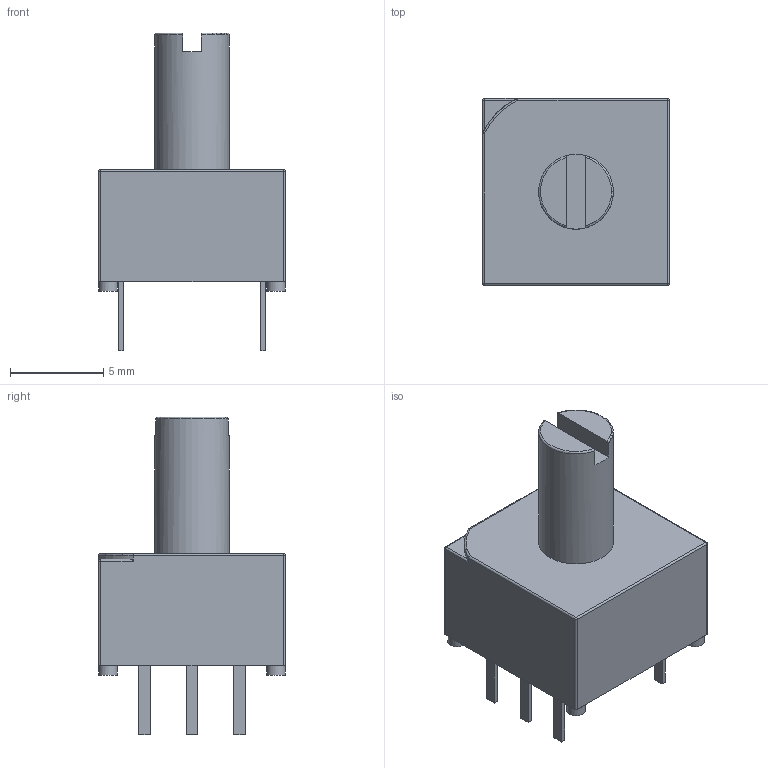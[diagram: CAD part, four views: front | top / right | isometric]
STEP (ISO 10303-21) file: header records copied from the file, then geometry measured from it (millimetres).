
FILE_DESCRIPTION(('FreeCAD Model'),'2;1');
FILE_NAME('Open CASCADE Shape Model','2024-05-31T19:20:20',( 'kicad StepUp'),('ksu MCAD'),'Open CASCADE STEP processor 7.6', 'FreeCAD','Unknown');
FILE_SCHEMA(('AUTOMOTIVE_DESIGN { 1 0 10303 214 1 1 1 1 }'));
Length unit declared in the file: millimetre
Products named in the file (1): Otax_KMx-xx
Bounding box: 10 x 10 x 17 mm (x, y, z)
Volume: 692.1 mm3; surface area: 577.8 mm2
Topology: 1 solids, 1 shells, 74 faces, 178 edges, 109 vertices
Faces by surface type: plane 50, cylinder 16, sphere 4, torus 4
Full cylindrical faces by diameter (mm): 1 x4, 4 x1
Entity records: 2173 total; most frequent: CARTESIAN_POINT 430, DIRECTION 361, ORIENTED_EDGE 348, EDGE_CURVE 174, LINE 121, VECTOR 121, AXIS2_PLACEMENT_3D 120, VERTEX_POINT 109
